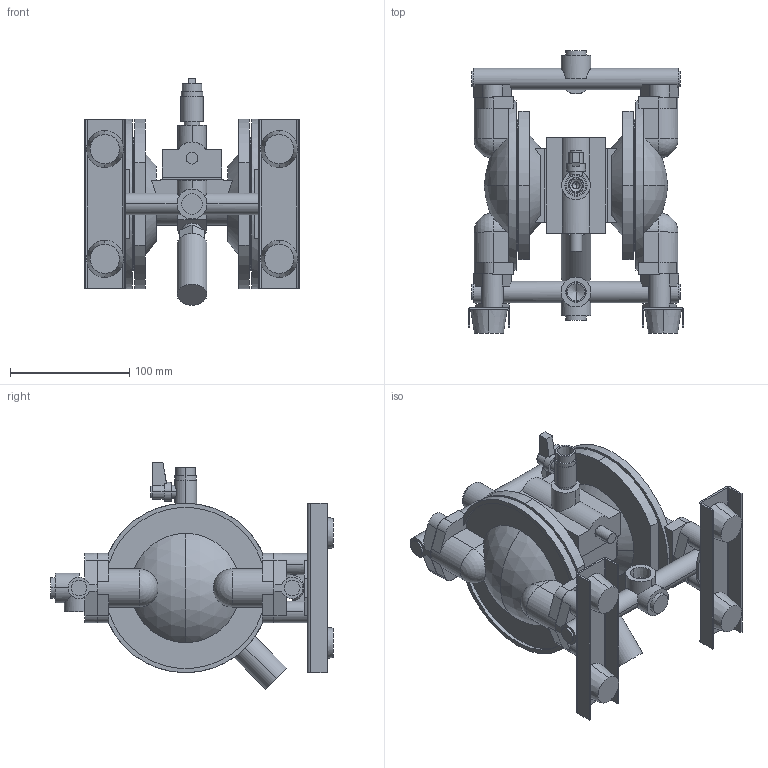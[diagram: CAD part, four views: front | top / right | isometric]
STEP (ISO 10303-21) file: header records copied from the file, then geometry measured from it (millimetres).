
FILE_DESCRIPTION (( 'STEP AP214' ), '1' );
FILE_NAME ('DP-10BS_.STEP', '2009-03-04T05:53:38', ( ' ' ), ( ' ' ), 'SwSTEP 2.0', 'SolidWorks 2006303', '' );
FILE_SCHEMA (( 'AUTOMOTIVE_DESIGN' ));
Length unit declared in the file: millimetre
Products named in the file (1): DP-10BS_
Bounding box: 181 x 236.8 x 189.88 mm (x, y, z)
Volume: 1388916.6 mm3; surface area: 233150 mm2
Topology: 2 solids, 3 shells, 417 faces, 1123 edges, 724 vertices
Faces by surface type: plane 242, cylinder 135, cone 32, sphere 8
Entity records: 13705 total; most frequent: CARTESIAN_POINT 3054, DIRECTION 2297, ORIENTED_EDGE 2214, EDGE_CURVE 1107, AXIS2_PLACEMENT_3D 837, VERTEX_POINT 720, VECTOR 623, LINE 623
